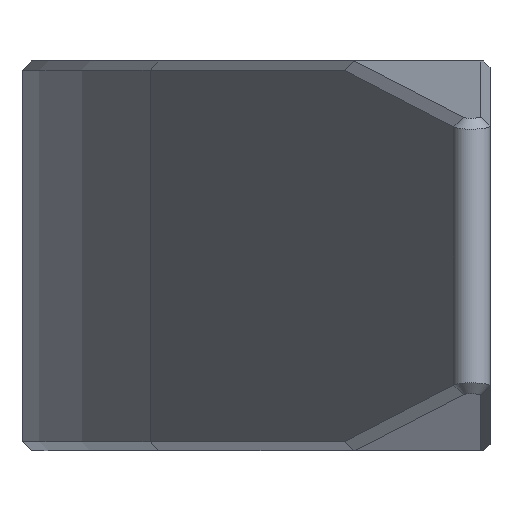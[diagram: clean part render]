
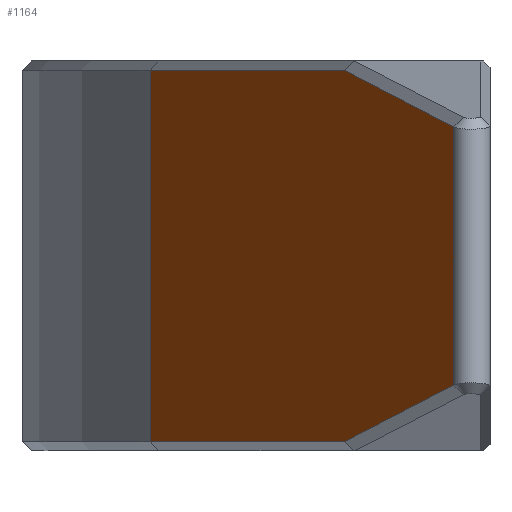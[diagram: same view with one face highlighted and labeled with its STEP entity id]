
A CAD part, front view. The second image highlights one B-rep face of the part: STEP entity #1164.
In plain terms, the highlighted planar face has unit normal (-0.943, -0.334, 0).
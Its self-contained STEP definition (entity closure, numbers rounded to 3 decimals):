
#75=PLANE('',#1285);
#189=FACE_OUTER_BOUND('',#261,.T.);
#261=EDGE_LOOP('',(#961,#962,#963,#964,#965,#966));
#358=LINE('',#2294,#446);
#362=LINE('',#2303,#450);
#363=LINE('',#2305,#451);
#364=LINE('',#2307,#452);
#365=LINE('',#2309,#453);
#366=LINE('',#2310,#454);
#446=VECTOR('',#1539,10.);
#450=VECTOR('',#1549,1.);
#451=VECTOR('',#1550,1.);
#452=VECTOR('',#1551,1.);
#453=VECTOR('',#1552,10.);
#454=VECTOR('',#1553,1.);
#554=VERTEX_POINT('',#2291);
#555=VERTEX_POINT('',#2293);
#557=VERTEX_POINT('',#2302);
#558=VERTEX_POINT('',#2304);
#559=VERTEX_POINT('',#2306);
#560=VERTEX_POINT('',#2308);
#702=EDGE_CURVE('',#554,#555,#358,.T.);
#707=EDGE_CURVE('',#557,#554,#362,.T.);
#708=EDGE_CURVE('',#557,#558,#363,.T.);
#709=EDGE_CURVE('',#558,#559,#364,.T.);
#710=EDGE_CURVE('',#560,#559,#365,.T.);
#711=EDGE_CURVE('',#555,#560,#366,.T.);
#961=ORIENTED_EDGE('',*,*,#702,.F.);
#962=ORIENTED_EDGE('',*,*,#707,.F.);
#963=ORIENTED_EDGE('',*,*,#708,.T.);
#964=ORIENTED_EDGE('',*,*,#709,.T.);
#965=ORIENTED_EDGE('',*,*,#710,.F.);
#966=ORIENTED_EDGE('',*,*,#711,.F.);
#1164=ADVANCED_FACE('',(#189),#75,.T.);
#1285=AXIS2_PLACEMENT_3D('',#2301,#1547,#1548);
#1539=DIRECTION('',(-0.334,0.943,0.));
#1547=DIRECTION('center_axis',(-0.943,-0.334,0.));
#1548=DIRECTION('ref_axis',(-0.334,0.943,0.));
#1549=DIRECTION('',(-0.329,0.929,-0.17));
#1550=DIRECTION('',(0.,0.,1.));
#1551=DIRECTION('',(-0.329,0.929,0.17));
#1552=DIRECTION('',(0.334,-0.943,0.));
#1553=DIRECTION('',(0.,0.,1.));
#2291=CARTESIAN_POINT('',(17.342,-87.831,-10.));
#2293=CARTESIAN_POINT('',(6.894,-58.354,-10.));
#2294=CARTESIAN_POINT('',(14.583,-80.047,-10.));
#2301=CARTESIAN_POINT('Origin',(25.2,-110.,-10.5));
#2302=CARTESIAN_POINT('',(23.257,-104.519,-6.946));
#2303=CARTESIAN_POINT('',(23.229,-104.439,-6.961));
#2304=CARTESIAN_POINT('',(23.257,-104.519,6.946));
#2305=CARTESIAN_POINT('',(23.257,-104.519,-6.451));
#2306=CARTESIAN_POINT('',(17.342,-87.831,10.));
#2307=CARTESIAN_POINT('',(23.229,-104.439,6.961));
#2308=CARTESIAN_POINT('',(6.894,-58.354,10.));
#2309=CARTESIAN_POINT('',(14.583,-80.047,10.));
#2310=CARTESIAN_POINT('',(6.894,-58.354,-10.5));
